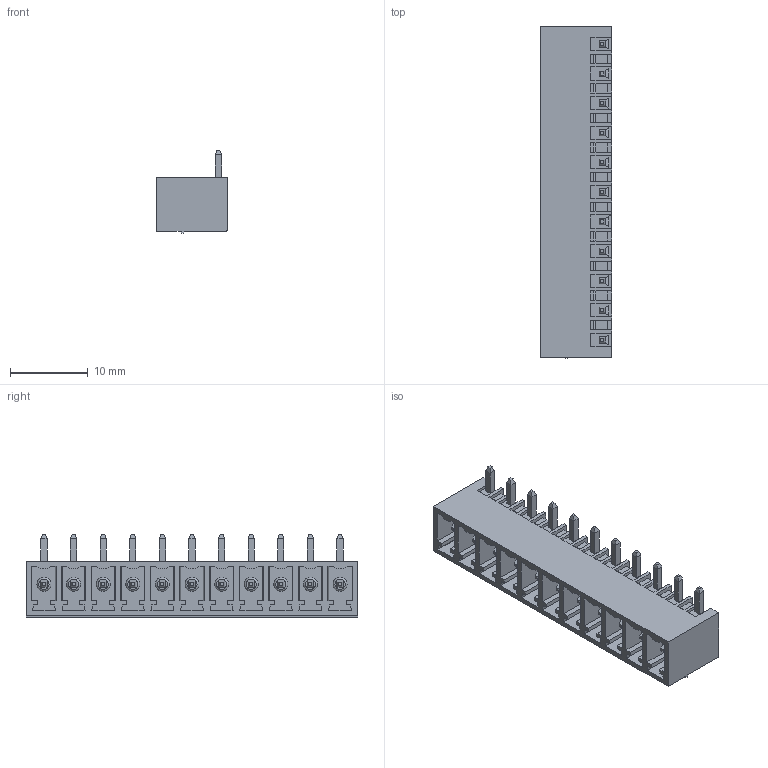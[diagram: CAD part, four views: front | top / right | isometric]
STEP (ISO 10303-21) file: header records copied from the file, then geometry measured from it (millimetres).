
FILE_DESCRIPTION(('STEP AP214'),'1');
FILE_NAME('PV011-3,81-H-P.stp','2021-04-06T10:57:02',(' '),(' '),'Spatial InterOp 3D',' ',' ');
FILE_SCHEMA(('AUTOMOTIVE_DESIGN { 1 0 10303 214 1 1 1 1 }'));
Length unit declared in the file: metre
Products named in the file (1): 1617706292
Bounding box: 9.2 x 42.71 x 10.65 mm (x, y, z)
Volume: 1555.2 mm3; surface area: 3480.9 mm2
Topology: 1 solids, 1 shells, 586 faces, 1565 edges, 1014 vertices
Faces by surface type: plane 552, cylinder 23, torus 11
Full cylindrical faces by diameter (mm): 1.8 x11
Entity records: 22298 total; most frequent: CARTESIAN_POINT 3122, ORIENTED_EDGE 3064, DIRECTION 2763, EDGE_CURVE 1532, LINE 1475, VECTOR 1475, VERTEX_POINT 1003, AXIS2_PLACEMENT_3D 644
